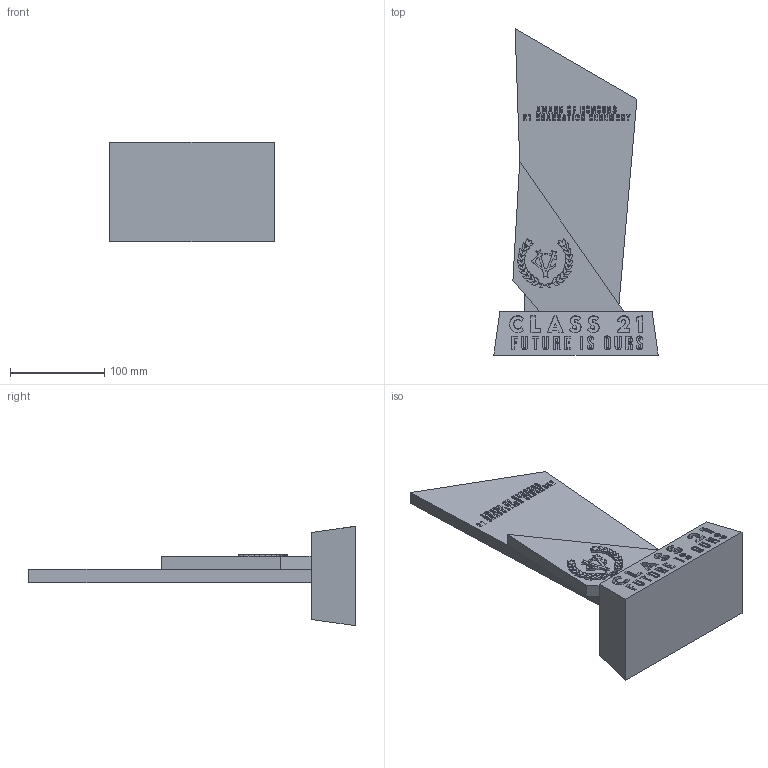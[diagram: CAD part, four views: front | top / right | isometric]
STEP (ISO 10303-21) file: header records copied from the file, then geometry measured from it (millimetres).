
FILE_DESCRIPTION(('FreeCAD Model'),'2;1');
FILE_NAME('Open CASCADE Shape Model','2025-04-25T15:33:24',('FreeCAD'),( 'FreeCAD'),'Open CASCADE STEP processor 7.6','FreeCAD','Unknown');
FILE_SCHEMA(('AUTOMOTIVE_DESIGN { 1 0 10303 214 1 1 1 1 }'));
Length unit declared in the file: millimetre
Products named in the file (1): Open CASCADE STEP translator 7.6 1
Bounding box: 174.2 x 345.53 x 105.09 mm (x, y, z)
Volume: 1296944.2 mm3; surface area: 172908.9 mm2
Topology: 5 solids, 5 shells, 1020 faces, 2809 edges, 1872 vertices
Faces by surface type: bspline 1020
Entity records: 32462 total; most frequent: CARTESIAN_POINT 15091, ORIENTED_EDGE 5618, EDGE_CURVE 2809, B_SPLINE_CURVE_WITH_KNOTS 2809, VERTEX_POINT 1872, FACE_BOUND 1099, EDGE_LOOP 1099, ADVANCED_FACE 1020
